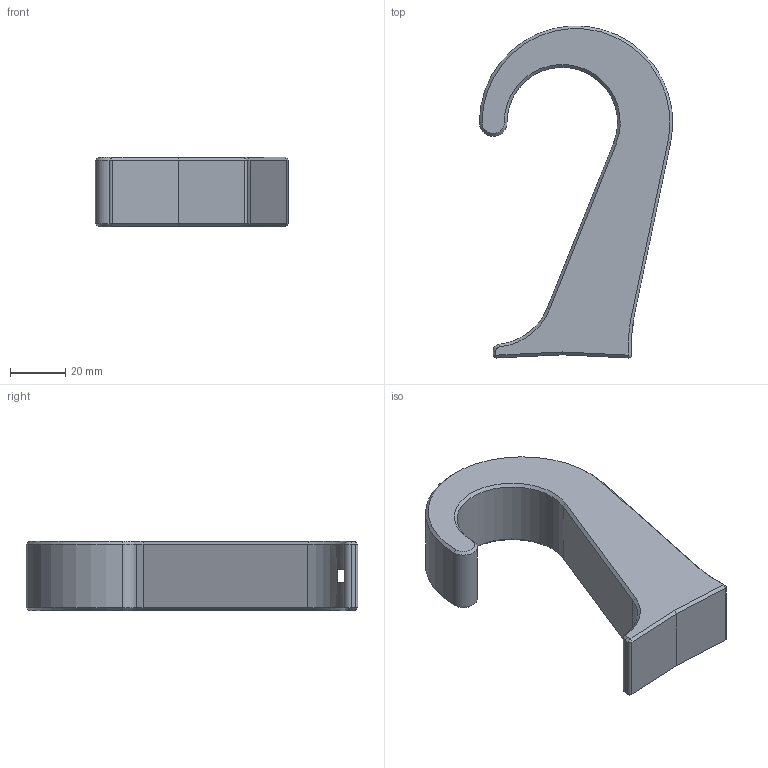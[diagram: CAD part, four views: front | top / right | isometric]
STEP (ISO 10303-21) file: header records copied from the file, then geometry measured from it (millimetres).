
FILE_DESCRIPTION(('FreeCAD Model'),'2;1');
FILE_NAME('Open CASCADE Shape Model','2023-12-05T17:04:10',(''),(''), 'Open CASCADE STEP processor 7.6','FreeCAD','Unknown');
FILE_SCHEMA(('AUTOMOTIVE_DESIGN { 1 0 10303 214 1 1 1 1 }'));
Length unit declared in the file: millimetre
Products named in the file (1): Body
Bounding box: 69.97 x 120.15 x 25 mm (x, y, z)
Volume: 92855.7 mm3; surface area: 18239 mm2
Topology: 1 solids, 1 shells, 49 faces, 117 edges, 68 vertices
Faces by surface type: plane 24, cone 16, cylinder 9
Entity records: 2973 total; most frequent: CARTESIAN_POINT 549, DIRECTION 474, LINE 289, VECTOR 289, ORIENTED_EDGE 234, PCURVE 234, DEFINITIONAL_REPRESENTATION 234, EDGE_CURVE 117
